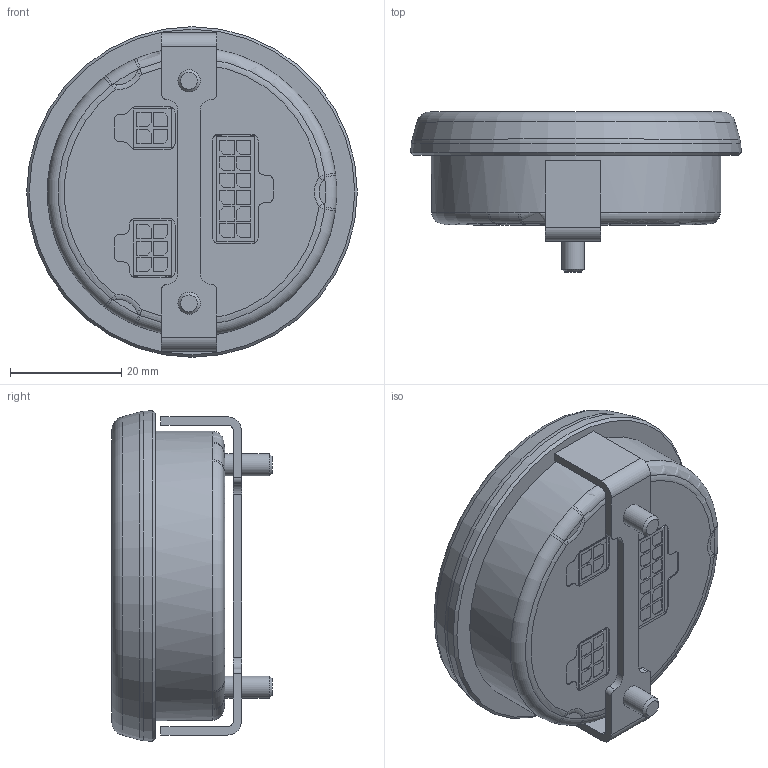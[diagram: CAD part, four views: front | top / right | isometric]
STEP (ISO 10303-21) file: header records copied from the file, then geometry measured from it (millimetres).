
FILE_DESCRIPTION(/* description */ ('Unknown'),/* implementation_level */ '2;1');
FILE_NAME(/* name */ 'CAD Dummy MFD15',/* time_stamp */ '2021-08-17T22:51:42+02:00',/* author */ ('Unknown'),/* organization */ ('Unknown'),/* preprocessor_version */ 'ST-DEVELOPER v16.7',/* originating_system */ 'DEX',/* authorisation */ $);
FILE_SCHEMA (('AUTOMOTIVE_DESIGN {1 0 10303 214 3 1 1}'));
Length unit declared in the file: millimetre
Products named in the file (1): CAD Dummy MFD15
Bounding box: 59.47 x 28.82 x 59.47 mm (x, y, z)
Volume: 44087.3 mm3; surface area: 11152 mm2
Topology: 1 solids, 7 shells, 327 faces, 810 edges, 531 vertices
Faces by surface type: plane 233, cylinder 57, torus 15, bspline 14, cone 8
Full cylindrical faces by diameter (mm): 2 x3, 4 x4, 52.04 x1
Entity records: 11818 total; most frequent: CARTESIAN_POINT 1860, ORIENTED_EDGE 1550, DIRECTION 1547, EDGE_CURVE 775, LINE 575, VECTOR 575, VERTEX_POINT 515, AXIS2_PLACEMENT_3D 486
